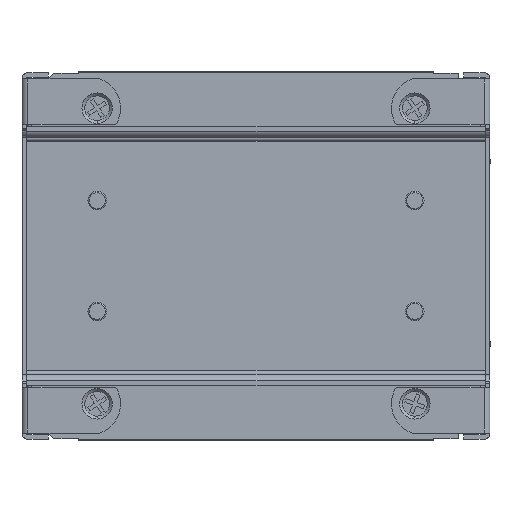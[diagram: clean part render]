
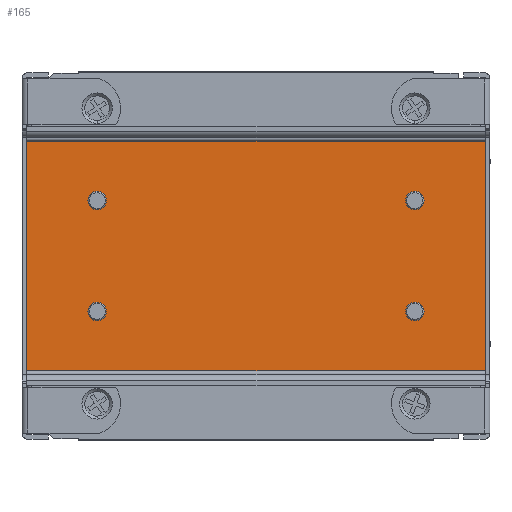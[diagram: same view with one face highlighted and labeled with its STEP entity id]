
A CAD part, front view. The second image highlights one B-rep face of the part: STEP entity #165.
In plain terms, the highlighted planar face has unit normal (0, -1, 0).
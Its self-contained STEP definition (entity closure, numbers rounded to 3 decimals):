
#79 = ORIENTED_EDGE ( 'NONE', *, *, #15005, .T. ) ;
#82 = EDGE_LOOP ( 'NONE', ( #79, #15007 ) ) ;
#98 = ORIENTED_EDGE ( 'NONE', *, *, #35108, .T. ) ;
#109 = EDGE_CURVE ( 'NONE', #35110, #35109, #22889, .T. ) ;
#110 = ORIENTED_EDGE ( 'NONE', *, *, #109, .T. ) ;
#113 = EDGE_LOOP ( 'NONE', ( #110, #98 ) ) ;
#165 = ADVANCED_FACE ( 'NONE', ( #23012, #23011, #23010, #23009, #23008 ), #23005, .F. ) ;
#185 = ORIENTED_EDGE ( 'NONE', *, *, #186, .T. ) ;
#186 = EDGE_CURVE ( 'NONE', #19706, #188, #23102, .T. ) ;
#187 = ORIENTED_EDGE ( 'NONE', *, *, #19750, .T. ) ;
#188 = VERTEX_POINT ( 'NONE', #23098 ) ;
#190 = EDGE_LOOP ( 'NONE', ( #185, #15020, #15017, #15014 ) ) ;
#5543 = CARTESIAN_POINT ( 'NONE',  ( -87.2, 9.5, -20.369 ) ) ;
#5591 = CARTESIAN_POINT ( 'NONE',  ( -12.8, 9.5, -20.369 ) ) ;
#5643 = CARTESIAN_POINT ( 'NONE',  ( -75.8, 9.5, -7.5 ) ) ;
#5644 = CARTESIAN_POINT ( 'NONE',  ( -75.8, 9.5, -10.5 ) ) ;
#5645 = DIRECTION ( 'NONE',  ( 0., 0., 1. ) ) ;
#5646 = DIRECTION ( 'NONE',  ( 0., 1., 0. ) ) ;
#5647 = CARTESIAN_POINT ( 'NONE',  ( -75.8, 9.5, -9. ) ) ;
#5648 = AXIS2_PLACEMENT_3D ( 'NONE', #5647, #5646, #5645 ) ;
#5653 = CIRCLE ( 'NONE', #5648, 1.5 ) ;
#5656 = DIRECTION ( 'NONE',  ( 0., 0., 1. ) ) ;
#5657 = DIRECTION ( 'NONE',  ( 0., 1., 0. ) ) ;
#5658 = AXIS2_PLACEMENT_3D ( 'NONE', #5665, #5657, #5656 ) ;
#5659 = CIRCLE ( 'NONE', #5658, 1.5 ) ;
#5665 = CARTESIAN_POINT ( 'NONE',  ( -75.8, 9.5, 9. ) ) ;
#5689 = DIRECTION ( 'NONE',  ( 1., 0., 0. ) ) ;
#5690 = VECTOR ( 'NONE', #5689, 1000. ) ;
#5691 = CARTESIAN_POINT ( 'NONE',  ( -87.2, 9.5, -20.369 ) ) ;
#5696 = LINE ( 'NONE', #5691, #5690 ) ;
#5757 = CARTESIAN_POINT ( 'NONE',  ( -75.8, 9.5, 10.5 ) ) ;
#5758 = CARTESIAN_POINT ( 'NONE',  ( -75.8, 9.5, 7.5 ) ) ;
#13649 = CARTESIAN_POINT ( 'NONE',  ( -24.2, 9.5, 10.5 ) ) ;
#13650 = CARTESIAN_POINT ( 'NONE',  ( -24.2, 9.5, 7.5 ) ) ;
#13651 = DIRECTION ( 'NONE',  ( 0., 0., 1. ) ) ;
#13652 = DIRECTION ( 'NONE',  ( 0., 1., 0. ) ) ;
#13653 = CARTESIAN_POINT ( 'NONE',  ( -24.2, 9.5, 9. ) ) ;
#13654 = AXIS2_PLACEMENT_3D ( 'NONE', #13653, #13652, #13651 ) ;
#13655 = CIRCLE ( 'NONE', #13654, 1.5 ) ;
#13726 = CARTESIAN_POINT ( 'NONE',  ( -24.2, 9.5, -7.5 ) ) ;
#13727 = CARTESIAN_POINT ( 'NONE',  ( -24.2, 9.5, -10.5 ) ) ;
#13728 = DIRECTION ( 'NONE',  ( 0., 0., 1. ) ) ;
#13729 = DIRECTION ( 'NONE',  ( 0., 1., 0. ) ) ;
#13730 = AXIS2_PLACEMENT_3D ( 'NONE', #13736, #13729, #13728 ) ;
#13731 = CIRCLE ( 'NONE', #13730, 1.5 ) ;
#13736 = CARTESIAN_POINT ( 'NONE',  ( -24.2, 9.5, -9. ) ) ;
#14998 = ORIENTED_EDGE ( 'NONE', *, *, #15003, .T. ) ;
#15003 = EDGE_CURVE ( 'NONE', #19752, #19751, #23238, .T. ) ;
#15005 = EDGE_CURVE ( 'NONE', #35092, #35091, #23229, .T. ) ;
#15007 = ORIENTED_EDGE ( 'NONE', *, *, #35090, .T. ) ;
#15008 = EDGE_LOOP ( 'NONE', ( #15010, #15011 ) ) ;
#15009 = EDGE_CURVE ( 'NONE', #19799, #19798, #23223, .T. ) ;
#15010 = ORIENTED_EDGE ( 'NONE', *, *, #15009, .T. ) ;
#15011 = ORIENTED_EDGE ( 'NONE', *, *, #19746, .T. ) ;
#15012 = EDGE_LOOP ( 'NONE', ( #14998, #187 ) ) ;
#15014 = ORIENTED_EDGE ( 'NONE', *, *, #19761, .T. ) ;
#15015 = EDGE_CURVE ( 'NONE', #15016, #19698, #23275, .T. ) ;
#15016 = VERTEX_POINT ( 'NONE', #23271 ) ;
#15017 = ORIENTED_EDGE ( 'NONE', *, *, #15015, .T. ) ;
#15018 = EDGE_CURVE ( 'NONE', #15016, #188, #23270, .T. ) ;
#15020 = ORIENTED_EDGE ( 'NONE', *, *, #15018, .F. ) ;
#19698 = VERTEX_POINT ( 'NONE', #5543 ) ;
#19706 = VERTEX_POINT ( 'NONE', #5591 ) ;
#19746 = EDGE_CURVE ( 'NONE', #19798, #19799, #5659, .T. ) ;
#19750 = EDGE_CURVE ( 'NONE', #19751, #19752, #5653, .T. ) ;
#19751 = VERTEX_POINT ( 'NONE', #5644 ) ;
#19752 = VERTEX_POINT ( 'NONE', #5643 ) ;
#19761 = EDGE_CURVE ( 'NONE', #19698, #19706, #5696, .T. ) ;
#19798 = VERTEX_POINT ( 'NONE', #5758 ) ;
#19799 = VERTEX_POINT ( 'NONE', #5757 ) ;
#22751 = AXIS2_PLACEMENT_3D ( 'NONE', #23007, #23070, #23069 ) ;
#22885 = DIRECTION ( 'NONE',  ( 0., 0., 1. ) ) ;
#22886 = DIRECTION ( 'NONE',  ( 0., 1., 0. ) ) ;
#22887 = CARTESIAN_POINT ( 'NONE',  ( -24.2, 9.5, -9. ) ) ;
#22888 = AXIS2_PLACEMENT_3D ( 'NONE', #22887, #22886, #22885 ) ;
#22889 = CIRCLE ( 'NONE', #22888, 1.5 ) ;
#23005 = PLANE ( 'NONE',  #22751 ) ;
#23007 = CARTESIAN_POINT ( 'NONE',  ( -45.5, 9.5, 11.5 ) ) ;
#23008 = FACE_OUTER_BOUND ( 'NONE', #190, .T. ) ;
#23009 = FACE_BOUND ( 'NONE', #15012, .T. ) ;
#23010 = FACE_BOUND ( 'NONE', #15008, .T. ) ;
#23011 = FACE_BOUND ( 'NONE', #82, .T. ) ;
#23012 = FACE_BOUND ( 'NONE', #113, .T. ) ;
#23069 = DIRECTION ( 'NONE',  ( 0., 0., 1. ) ) ;
#23070 = DIRECTION ( 'NONE',  ( 0., 1., 0. ) ) ;
#23098 = CARTESIAN_POINT ( 'NONE',  ( -12.8, 9.5, 20.369 ) ) ;
#23099 = DIRECTION ( 'NONE',  ( 0., 0., 1. ) ) ;
#23100 = VECTOR ( 'NONE', #23099, 1000. ) ;
#23101 = CARTESIAN_POINT ( 'NONE',  ( -12.8, 9.5, -21. ) ) ;
#23102 = LINE ( 'NONE', #23101, #23100 ) ;
#23219 = DIRECTION ( 'NONE',  ( 0., 0., 1. ) ) ;
#23220 = DIRECTION ( 'NONE',  ( 0., 1., 0. ) ) ;
#23221 = CARTESIAN_POINT ( 'NONE',  ( -75.8, 9.5, 9. ) ) ;
#23222 = AXIS2_PLACEMENT_3D ( 'NONE', #23221, #23220, #23219 ) ;
#23223 = CIRCLE ( 'NONE', #23222, 1.5 ) ;
#23225 = DIRECTION ( 'NONE',  ( 0., 0., 1. ) ) ;
#23226 = DIRECTION ( 'NONE',  ( 0., 1., 0. ) ) ;
#23227 = CARTESIAN_POINT ( 'NONE',  ( -24.2, 9.5, 9. ) ) ;
#23228 = AXIS2_PLACEMENT_3D ( 'NONE', #23227, #23226, #23225 ) ;
#23229 = CIRCLE ( 'NONE', #23228, 1.5 ) ;
#23234 = DIRECTION ( 'NONE',  ( 0., 0., 1. ) ) ;
#23235 = DIRECTION ( 'NONE',  ( 0., 1., 0. ) ) ;
#23236 = CARTESIAN_POINT ( 'NONE',  ( -75.8, 9.5, -9. ) ) ;
#23237 = AXIS2_PLACEMENT_3D ( 'NONE', #23236, #23235, #23234 ) ;
#23238 = CIRCLE ( 'NONE', #23237, 1.5 ) ;
#23267 = DIRECTION ( 'NONE',  ( 1., 0., 0. ) ) ;
#23268 = VECTOR ( 'NONE', #23267, 1000. ) ;
#23269 = CARTESIAN_POINT ( 'NONE',  ( -87.2, 9.5, 20.369 ) ) ;
#23270 = LINE ( 'NONE', #23269, #23268 ) ;
#23271 = CARTESIAN_POINT ( 'NONE',  ( -87.2, 9.5, 20.369 ) ) ;
#23272 = DIRECTION ( 'NONE',  ( 0., 0., -1. ) ) ;
#23273 = VECTOR ( 'NONE', #23272, 1000. ) ;
#23274 = CARTESIAN_POINT ( 'NONE',  ( -87.2, 9.5, -21. ) ) ;
#23275 = LINE ( 'NONE', #23274, #23273 ) ;
#35090 = EDGE_CURVE ( 'NONE', #35091, #35092, #13655, .T. ) ;
#35091 = VERTEX_POINT ( 'NONE', #13650 ) ;
#35092 = VERTEX_POINT ( 'NONE', #13649 ) ;
#35108 = EDGE_CURVE ( 'NONE', #35109, #35110, #13731, .T. ) ;
#35109 = VERTEX_POINT ( 'NONE', #13727 ) ;
#35110 = VERTEX_POINT ( 'NONE', #13726 ) ;
